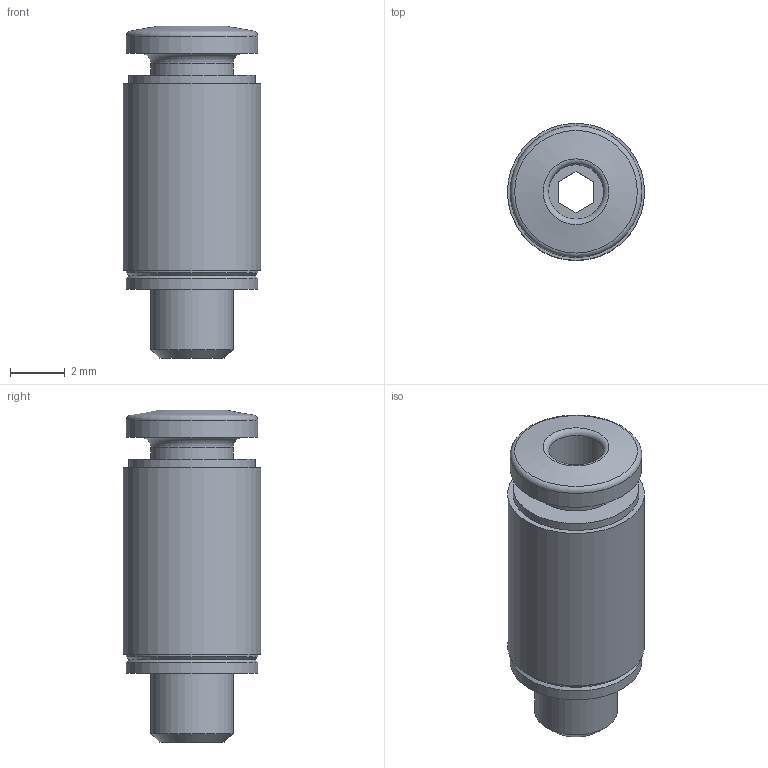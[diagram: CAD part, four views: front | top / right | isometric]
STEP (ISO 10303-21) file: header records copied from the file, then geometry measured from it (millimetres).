
FILE_DESCRIPTION(/* description */ ('STEP AP214'),/* implementation_level */ '2;1');
FILE_NAME(/* name */ '133026_QSM-M3-2-I',/* time_stamp */ '2024-09-11T11:41:44+02:00',/* author */ ('License CC BY-ND 4.0'),/* organization */ ('CADENAS'),/* preprocessor_version */ 'ST-DEVELOPER v19.3',/* originating_system */ 'PARTsolutions',/* authorisation */ ' ');
FILE_SCHEMA (('AUTOMOTIVE_DESIGN {1 0 10303 214 3 1 1}'));
Length unit declared in the file: millimetre
Products named in the file (1): 133026 QSM-M3-2-I
Bounding box: 5 x 5 x 12.1 mm (x, y, z)
Volume: 158.8 mm3; surface area: 289.2 mm2
Topology: 1 solids, 1 shells, 28 faces, 54 edges, 33 vertices
Faces by surface type: plane 13, cylinder 8, cone 4, torus 3
Full cylindrical faces by diameter (mm): 2 x1, 3 x2, 4.6 x1, 4.8 x3, 5 x1
Entity records: 857 total; most frequent: DIRECTION 118, CARTESIAN_POINT 101, ORIENTED_EDGE 78, EDGE_LOOP 50, FACE_BOUND 50, AXIS2_PLACEMENT_3D 50, EDGE_CURVE 39, VERTEX_POINT 33
